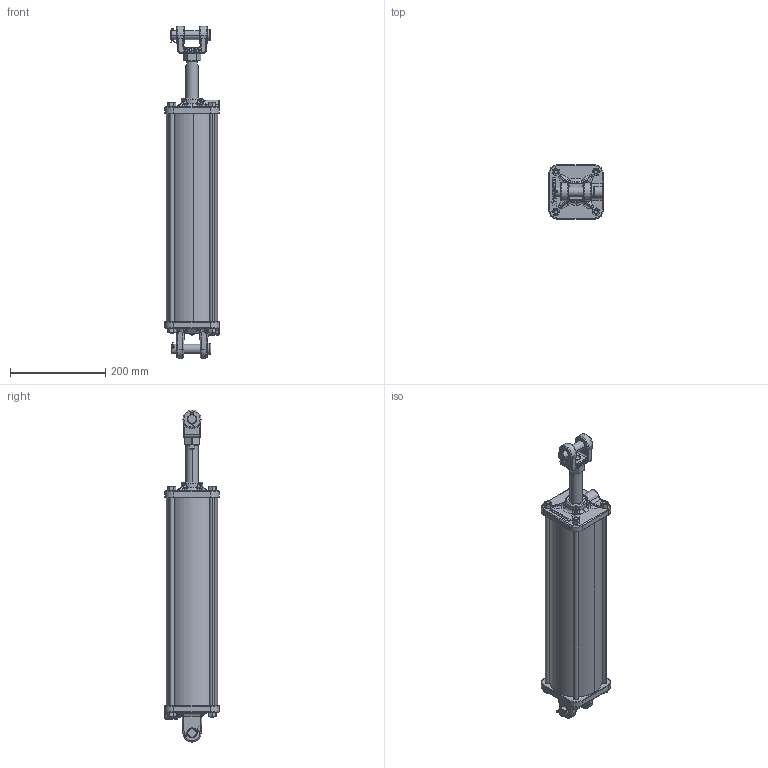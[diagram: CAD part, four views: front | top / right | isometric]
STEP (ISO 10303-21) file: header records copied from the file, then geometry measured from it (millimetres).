
FILE_DESCRIPTION (( 'STEP AP203' ), '1' );
FILE_NAME ('EA4S160D2N092NS.STEP', '2022-01-26T14:54:32', ( '' ), ( '' ), 'SwSTEP 2.0', 'SolidWorks 2021', '' );
FILE_SCHEMA (( 'CONFIG_CONTROL_DESIGN' ));
Length unit declared in the file: inch
Products named in the file (15): 5409-06V; 38-24TR16B; 18cotter pin X 1.13; 038HEXNUT; 18cotter pin X .75; BDC-07M; EA4S160D2N092NS; 4.0T16S LOGOTM; ZY-CP-290; APT40-0.75-16; 1R16S075-16Z; E4H  AS CAST RIBS MACHINED REV3; E4C AS CAST RIBS MACHINED REV3
Assembly tree (25 placements, depth 3):
  EA4S160D2N092NS
    E4H  AS CAST RIBS MACHINED REV3
    E4C AS CAST RIBS MACHINED REV3
    1R16S075-16Z
    BDC-07M
      BDC-07M
      ZY-CP-290
      18cotter pin X 1.13
    ZY-CP-290
      ZY-CP-290
      18cotter pin X .75
    4.0T16S LOGOTM
    38-24TR16B  x4
    038HEXNUT  x8
    APT40-0.75-16
    5409-06V
Bounding box: 114.3 x 114.3 x 698.5 mm (x, y, z)
Volume: 1664538.1 mm3; surface area: 566163.3 mm2
Topology: 23 solids, 23 shells, 1685 faces, 3945 edges, 2353 vertices
Faces by surface type: cone 518, plane 416, bspline 304, cylinder 252, torus 163, sphere 32
Entity records: 62892 total; most frequent: CARTESIAN_POINT 34278, ORIENTED_EDGE 5870, DIRECTION 5137, EDGE_CURVE 2935, AXIS2_PLACEMENT_3D 2019, VERTEX_POINT 1773, EDGE_LOOP 1350, FACE_OUTER_BOUND 1250
